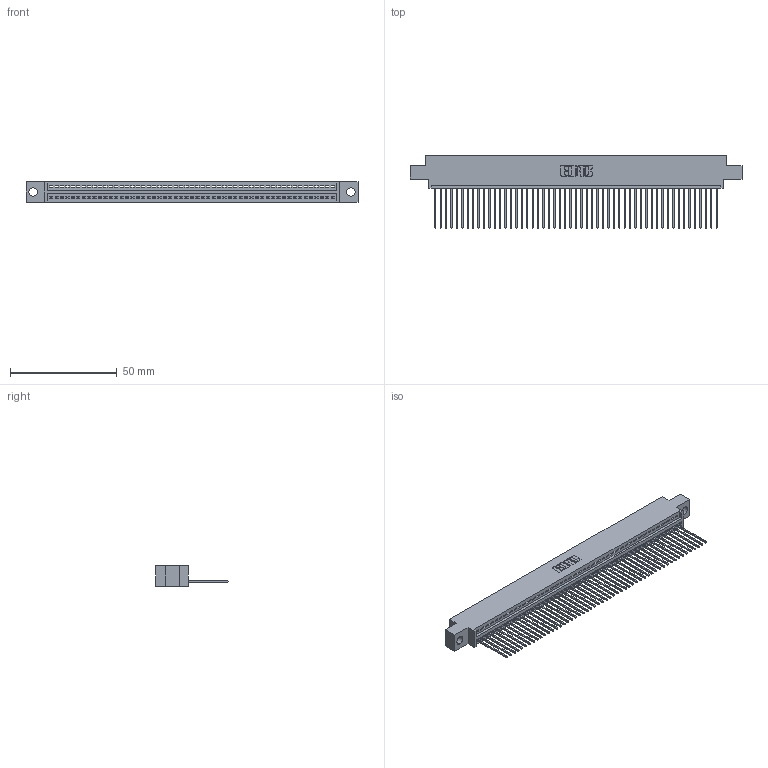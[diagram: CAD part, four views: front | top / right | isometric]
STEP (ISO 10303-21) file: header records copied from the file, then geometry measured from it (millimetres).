
FILE_DESCRIPTION (( 'STEP AP203' ), '1' );
FILE_NAME ('395-053-541-604.STEP', '2021-05-31T21:31:32', ( '' ), ( '' ), 'SwSTEP 2.0', 'SolidWorks 2020', '' );
FILE_SCHEMA (( 'CONFIG_CONTROL_DESIGN' ));
Length unit declared in the file: inch
Products named in the file (3): 345-292-001_345-293-141; 345 Part_0.170 Offset - 0.156 Dia-TI; 395-053-541-604
Assembly tree (54 placements, depth 2):
  395-053-541-604
    345 Part_0.170 Offset - 0.156 Dia-TI
    345-292-001_345-293-141  x53
Bounding box: 155.83 x 33.96 x 9.4 mm (x, y, z)
Volume: 14846.5 mm3; surface area: 20877.2 mm2
Topology: 54 solids, 54 shells, 3218 faces, 9717 edges, 6406 vertices
Faces by surface type: plane 2218, cylinder 1000
Entity records: 38977 total; most frequent: CARTESIAN_POINT 6761, ORIENTED_EDGE 6746, DIRECTION 5887, EDGE_CURVE 3373, VECTOR 3029, LINE 3029, VERTEX_POINT 2246, AXIS2_PLACEMENT_3D 1429
